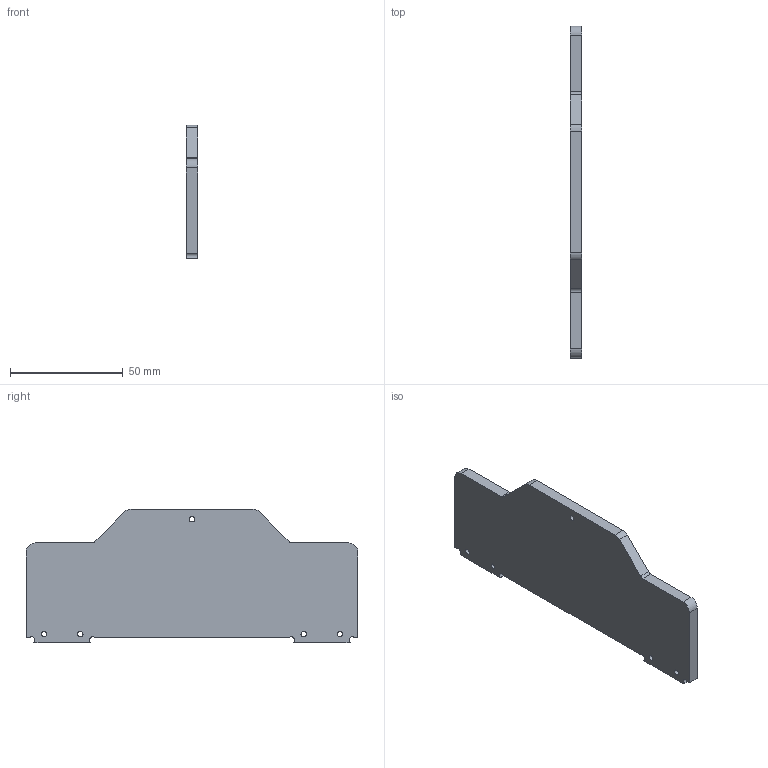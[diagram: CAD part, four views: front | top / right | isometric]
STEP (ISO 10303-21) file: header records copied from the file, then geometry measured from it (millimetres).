
FILE_DESCRIPTION(/* description */ (''),/* implementation_level */ '2;1');
FILE_NAME(/* name */ 'TorsoPelvisFrontCoverFrame.stp',/* time_stamp */ '2024-04-29T12:10:15+09:00',/* author */ ('masato'),/* organization */ (''),/* preprocessor_version */ 'ST-DEVELOPER v20',/* originating_system */ 'Autodesk Inventor 2024',/* authorisation */ '');
FILE_SCHEMA (('AUTOMOTIVE_DESIGN { 1 0 10303 214 3 1 1 }'));
Length unit declared in the file: millimetre
Products named in the file (1): TorsoPelvisFrontCoverFrame
Bounding box: 5 x 147 x 59.3 mm (x, y, z)
Volume: 12432.3 mm3; surface area: 18346.5 mm2
Topology: 1 solids, 1 shells, 54 faces, 153 edges, 102 vertices
Faces by surface type: plane 28, cylinder 26
Full cylindrical faces by diameter (mm): 2.459 x5
Entity records: 1832 total; most frequent: DIRECTION 315, CARTESIAN_POINT 310, ORIENTED_EDGE 306, EDGE_CURVE 153, AXIS2_PLACEMENT_3D 107, VERTEX_POINT 102, LINE 101, VECTOR 101
